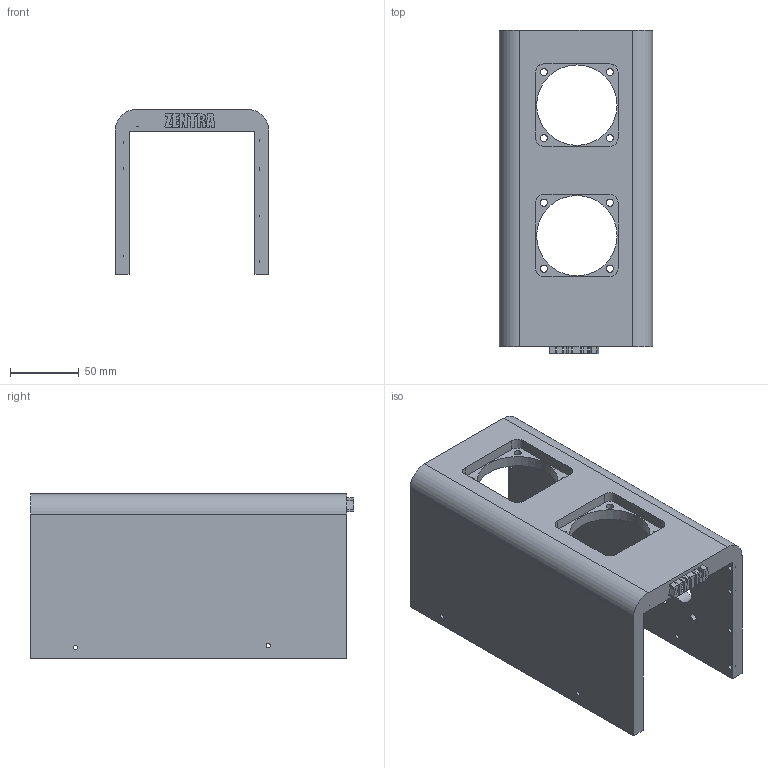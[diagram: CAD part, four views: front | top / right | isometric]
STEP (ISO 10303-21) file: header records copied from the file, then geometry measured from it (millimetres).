
FILE_DESCRIPTION(/* description */ (''),/* implementation_level */ '2;1');
FILE_NAME(/* name */ 'top_body.step',/* time_stamp */ '2025-08-08T03:31:39+05:30',/* author */ (''),/* organization */ (''),/* preprocessor_version */ 'ST-DEVELOPER v20.1',/* originating_system */ 'Autodesk Translation Framework v14.10.0.0',/* authorisation */ '');
FILE_SCHEMA (('AUTOMOTIVE_DESIGN { 1 0 10303 214 3 1 1 }'));
Length unit declared in the file: millimetre
Products named in the file (1): 2025-08-08-03-31-39-110
Bounding box: 111.6 x 235 x 120 mm (x, y, z)
Volume: 761855.9 mm3; surface area: 158508.3 mm2
Topology: 1 solids, 1 shells, 182 faces, 437 edges, 291 vertices
Faces by surface type: plane 114, cylinder 52, bspline 16
Full cylindrical faces by diameter (mm): 3.2 x4, 3.5 x24, 5.175 x8, 5.5 x3, 20 x1, 58.5 x2
Entity records: 5555 total; most frequent: CARTESIAN_POINT 1183, ORIENTED_EDGE 874, DIRECTION 843, EDGE_CURVE 437, LINE 301, VECTOR 301, VERTEX_POINT 291, AXIS2_PLACEMENT_3D 271
